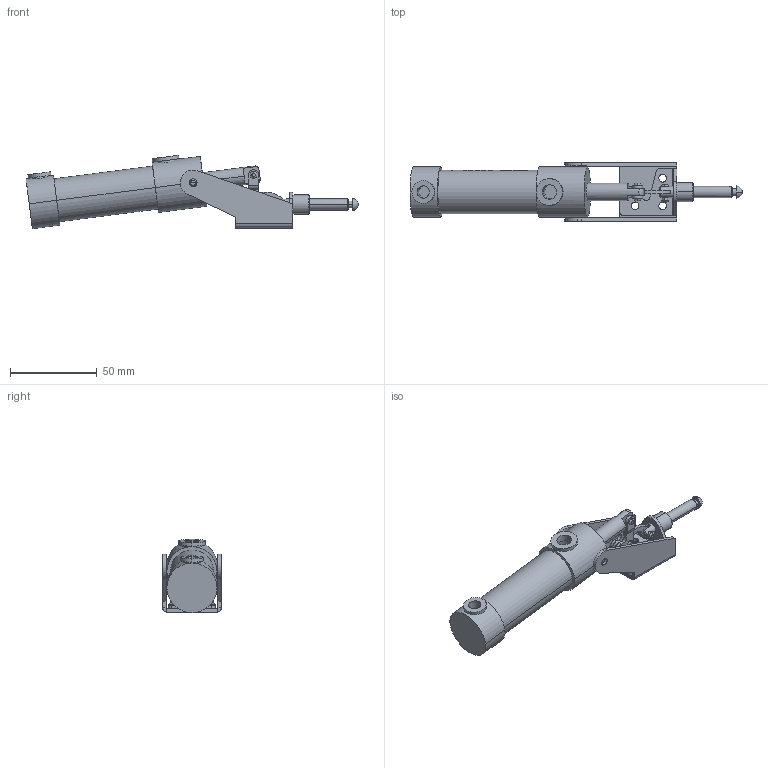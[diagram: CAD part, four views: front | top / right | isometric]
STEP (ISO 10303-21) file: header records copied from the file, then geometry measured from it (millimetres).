
FILE_DESCRIPTION (( 'STEP AP203' ), '1' );
FILE_NAME ('HS-36301-A装配体.STEP', '2018-12-07T08:47:37', ( 'PCOS' ), ( '微软中国' ), 'SwSTEP 2.0', 'SolidWorks 2012', '' );
FILE_SCHEMA (( 'CONFIG_CONTROL_DESIGN' ));
Length unit declared in the file: millimetre
Products named in the file (12): HS-36301-A蚾饜极; 蟀裝2; 活塞杆; 蟀裝1; 蚐詰; 挴裝; 种2; 种1; 蟀裝; M4蹟挴; 菁釱; 盓殤
Assembly tree (13 placements, depth 2):
  HS-36301-A蚾饜极
    盓殤
    菁釱
    M4蹟挴
    蟀裝
    种1  x2
    种2  x2
    挴裝
    蚐詰
    蟀裝1
    活塞杆
    蟀裝2
Bounding box: 191.85 x 34 x 42.41 mm (x, y, z)
Volume: 69881.5 mm3; surface area: 27935.2 mm2
Topology: 14 solids, 14 shells, 673 faces, 1756 edges, 1140 vertices
Faces by surface type: plane 303, cylinder 174, bspline 161, torus 18, cone 15, sphere 2
Entity records: 28618 total; most frequent: CARTESIAN_POINT 12223, ORIENTED_EDGE 3428, DIRECTION 2622, EDGE_CURVE 1714, VERTEX_POINT 1114, VECTOR 904, LINE 904, AXIS2_PLACEMENT_3D 859
